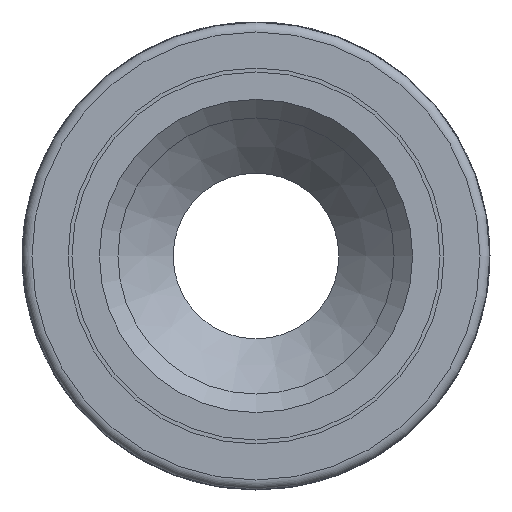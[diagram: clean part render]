
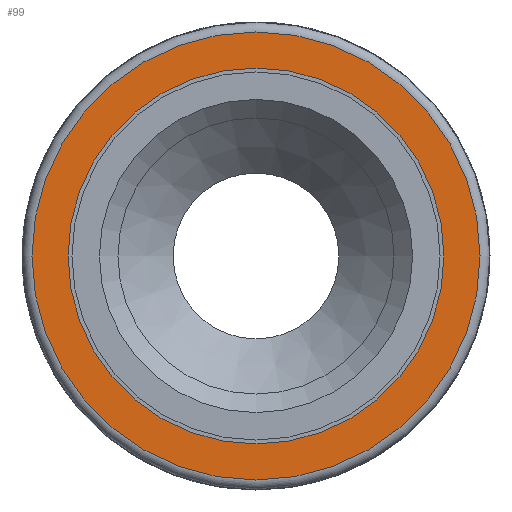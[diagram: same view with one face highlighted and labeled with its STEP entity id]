
A CAD part, left-side view. The second image highlights one B-rep face of the part: STEP entity #99.
In plain terms, the highlighted planar face has unit normal (-1, 0, 0).
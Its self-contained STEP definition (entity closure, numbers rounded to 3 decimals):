
#99 = ADVANCED_FACE( '', ( #196, #197 ), #198, .F. );
#196 = FACE_OUTER_BOUND( '', #324, .T. );
#197 = FACE_BOUND( '', #325, .T. );
#198 = PLANE( '', #326 );
#324 = EDGE_LOOP( '', ( #546 ) );
#325 = EDGE_LOOP( '', ( #547 ) );
#326 = AXIS2_PLACEMENT_3D( '', #548, #549, #550 );
#546 = ORIENTED_EDGE( '', *, *, #814, .F. );
#547 = ORIENTED_EDGE( '', *, *, #774, .T. );
#548 = CARTESIAN_POINT( '', ( -21., 0., 0. ) );
#549 = DIRECTION( '', ( 1., 0., 0. ) );
#550 = DIRECTION( '', ( 0., 0., -1. ) );
#774 = EDGE_CURVE( '', #901, #901, #902, .T. );
#814 = EDGE_CURVE( '', #975, #975, #976, .T. );
#901 = VERTEX_POINT( '', #1110 );
#902 = CIRCLE( '', #1111, 9.64 );
#975 = VERTEX_POINT( '', #1202 );
#976 = CIRCLE( '', #1203, 11.49 );
#1110 = CARTESIAN_POINT( '', ( -21., 0., -9.64 ) );
#1111 = AXIS2_PLACEMENT_3D( '', #1366, #1367, #1368 );
#1202 = CARTESIAN_POINT( '', ( -21., 0., -11.49 ) );
#1203 = AXIS2_PLACEMENT_3D( '', #1450, #1451, #1452 );
#1366 = CARTESIAN_POINT( '', ( -21., 0., 0. ) );
#1367 = DIRECTION( '', ( 1., 0., 0. ) );
#1368 = DIRECTION( '', ( 0., 0., -1. ) );
#1450 = CARTESIAN_POINT( '', ( -21., 0., 0. ) );
#1451 = DIRECTION( '', ( 1., 0., 0. ) );
#1452 = DIRECTION( '', ( 0., 0., -1. ) );
